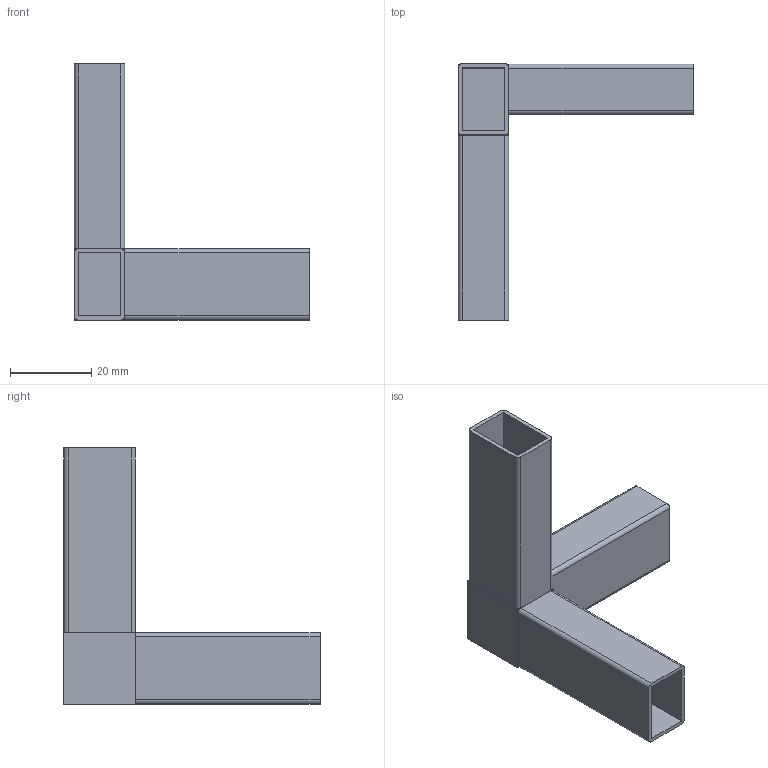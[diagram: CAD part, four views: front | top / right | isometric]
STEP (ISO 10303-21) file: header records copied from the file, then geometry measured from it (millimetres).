
FILE_DESCRIPTION(('FreeCAD Model'),'2;1');
FILE_NAME('Open CASCADE Shape Model','2024-09-07T11:37:19',(''),(''), 'Open CASCADE STEP processor 7.7','Ondsel','Unknown');
FILE_SCHEMA(('AUTOMOTIVE_DESIGN { 1 0 10303 214 1 1 1 1 }'));
Length unit declared in the file: millimetre
Products named in the file (3): Assembly; Body; Body004
Assembly tree (4 placements, depth 2):
  Assembly
    Body  x3
    Body004
Bounding box: 57.9 x 63 x 63 mm (x, y, z)
Volume: 11297 mm3; surface area: 16809.2 mm2
Topology: 4 solids, 4 shells, 48 faces, 120 edges, 80 vertices
Faces by surface type: plane 36, cylinder 12
Entity records: 666 total; most frequent: DIRECTION 106, CARTESIAN_POINT 105, ORIENTED_EDGE 96, EDGE_CURVE 48, LINE 40, VECTOR 40, AXIS2_PLACEMENT_3D 33, VERTEX_POINT 32
